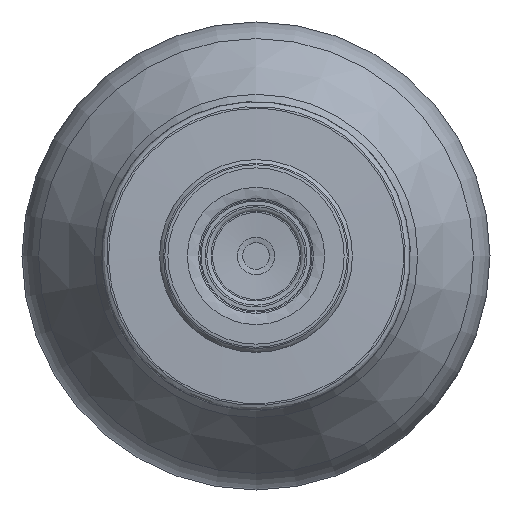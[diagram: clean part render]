
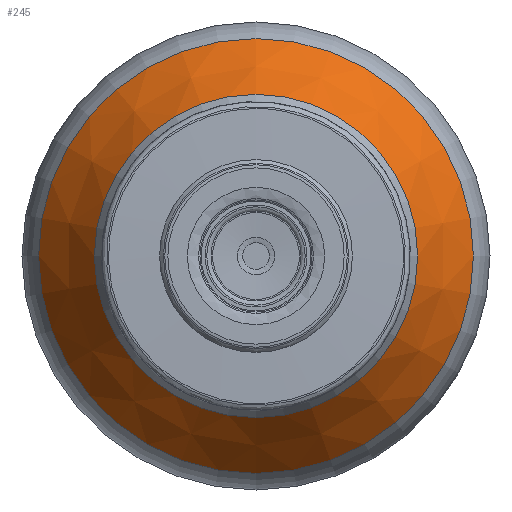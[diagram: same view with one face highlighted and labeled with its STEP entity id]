
A CAD part, left-side view. The second image highlights one B-rep face of the part: STEP entity #245.
In plain terms, the highlighted conical face has half-angle 34.601 degrees and reference radius 11.616 mm.
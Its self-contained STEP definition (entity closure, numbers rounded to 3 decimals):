
#117=CONICAL_SURFACE('',#673,11.616,34.601);
#162=FACE_BOUND('',#322,.T.);
#163=FACE_BOUND('',#323,.T.);
#245=ADVANCED_FACE('',(#162,#163),#117,.T.);
#322=EDGE_LOOP('',(#422));
#323=EDGE_LOOP('',(#423));
#422=ORIENTED_EDGE('',*,*,#558,.T.);
#423=ORIENTED_EDGE('',*,*,#557,.F.);
#507=VERTEX_POINT('',#949);
#508=VERTEX_POINT('',#952);
#557=EDGE_CURVE('',#507,#507,#607,.T.);
#558=EDGE_CURVE('',#508,#508,#608,.T.);
#607=CIRCLE('',#670,11.616);
#608=CIRCLE('',#672,8.634);
#670=AXIS2_PLACEMENT_3D('',#948,#779,#780);
#672=AXIS2_PLACEMENT_3D('',#951,#783,#784);
#673=AXIS2_PLACEMENT_3D('',#953,#785,#786);
#779=DIRECTION('',(1.,0.,0.));
#780=DIRECTION('',(0.,0.,1.));
#783=DIRECTION('',(1.,0.,0.));
#784=DIRECTION('',(0.,0.,1.));
#785=DIRECTION('',(1.,0.,0.));
#786=DIRECTION('',(0.,0.,-1.));
#948=CARTESIAN_POINT('',(60.161,0.,0.));
#949=CARTESIAN_POINT('',(60.161,0.,11.616));
#951=CARTESIAN_POINT('',(55.839,0.,0.));
#952=CARTESIAN_POINT('',(55.839,0.,8.634));
#953=CARTESIAN_POINT('',(60.161,0.,0.));
